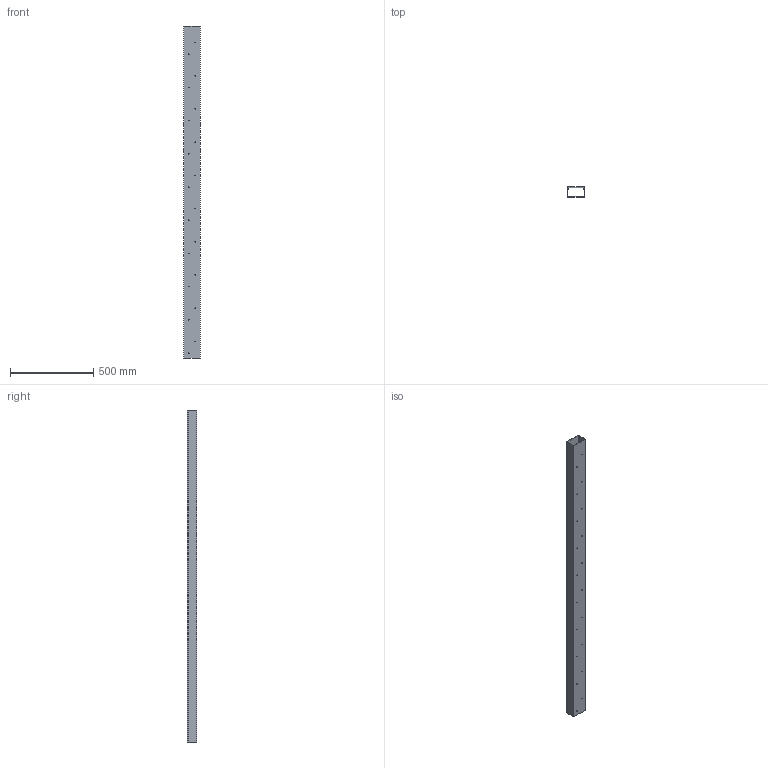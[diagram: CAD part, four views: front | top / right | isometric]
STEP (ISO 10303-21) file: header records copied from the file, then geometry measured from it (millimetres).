
FILE_DESCRIPTION (( 'STEP AP214' ), '1' );
FILE_NAME ('Áàçîâàÿ ìîäåëü 100õ60.STEP', '2016-07-11T11:21:21', ( '' ), ( '' ), 'SwSTEP 2.0', 'SolidWorks 2014', '' );
FILE_SCHEMA (( 'AUTOMOTIVE_DESIGN' ));
Length unit declared in the file: millimetre
Products named in the file (1): Áàçîâàÿ ìîäåëü 100õ60
Bounding box: 100 x 59.5 x 2000 mm (x, y, z)
Volume: 1141868.8 mm3; surface area: 2217421.6 mm2
Topology: 3 solids, 3 shells, 126 faces, 360 edges, 240 vertices
Faces by surface type: cylinder 80, plane 46
Entity records: 4396 total; most frequent: DIRECTION 774, CARTESIAN_POINT 727, ORIENTED_EDGE 720, EDGE_CURVE 360, AXIS2_PLACEMENT_3D 287, VERTEX_POINT 240, EDGE_LOOP 206, VECTOR 200
